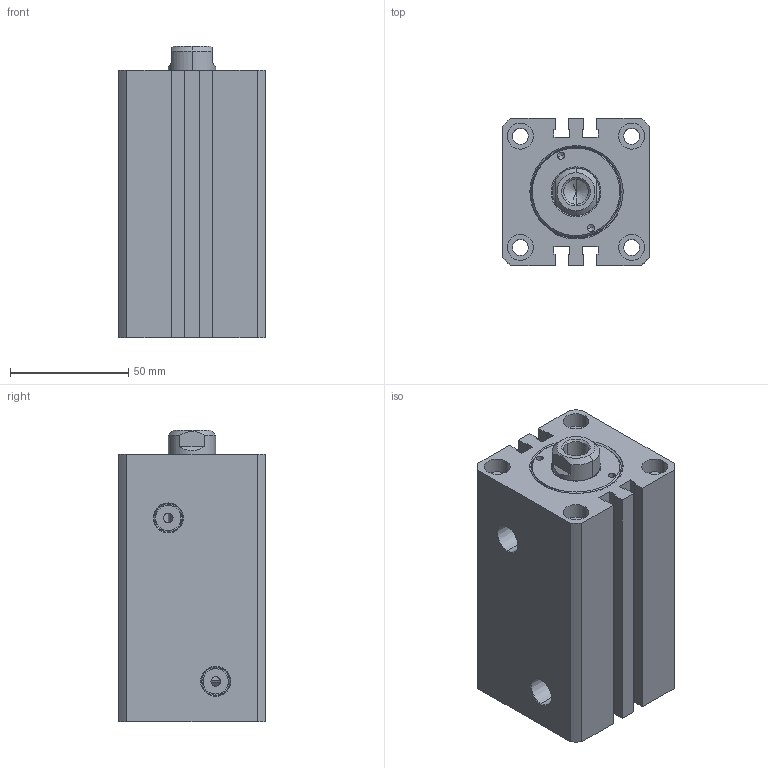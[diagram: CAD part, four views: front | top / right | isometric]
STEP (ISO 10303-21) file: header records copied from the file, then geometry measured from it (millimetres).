
FILE_DESCRIPTION (( 'STEP AP203' ), '1' );
FILE_NAME ('CHTM-SD32-40N.STEP', '2018-05-08T00:22:19', ( '' ), ( '' ), 'SwSTEP 2.0', 'SolidWorks 2015', '' );
FILE_SCHEMA (( 'CONFIG_CONTROL_DESIGN' ));
Length unit declared in the file: millimetre
Products named in the file (6): 活塞杆SD32-40N; CHTB-SD32QG; 活塞; 掛极SD32-40N; CHTM-SD32-40N; huosai01
Assembly tree (5 placements, depth 2):
  CHTM-SD32-40N
    掛极SD32-40N
    活塞杆SD32-40N
    CHTB-SD32QG
    huosai01
    活塞
Bounding box: 62 x 62 x 123 mm (x, y, z)
Volume: 363574 mm3; surface area: 91453.2 mm2
Topology: 5 solids, 5 shells, 344 faces, 934 edges, 620 vertices
Faces by surface type: cylinder 184, plane 80, cone 32, bspline 26, torus 22
Entity records: 23733 total; most frequent: CARTESIAN_POINT 15160, ORIENTED_EDGE 1852, DIRECTION 1471, EDGE_CURVE 926, VERTEX_POINT 620, AXIS2_PLACEMENT_3D 565, EDGE_LOOP 390, ADVANCED_FACE 344
